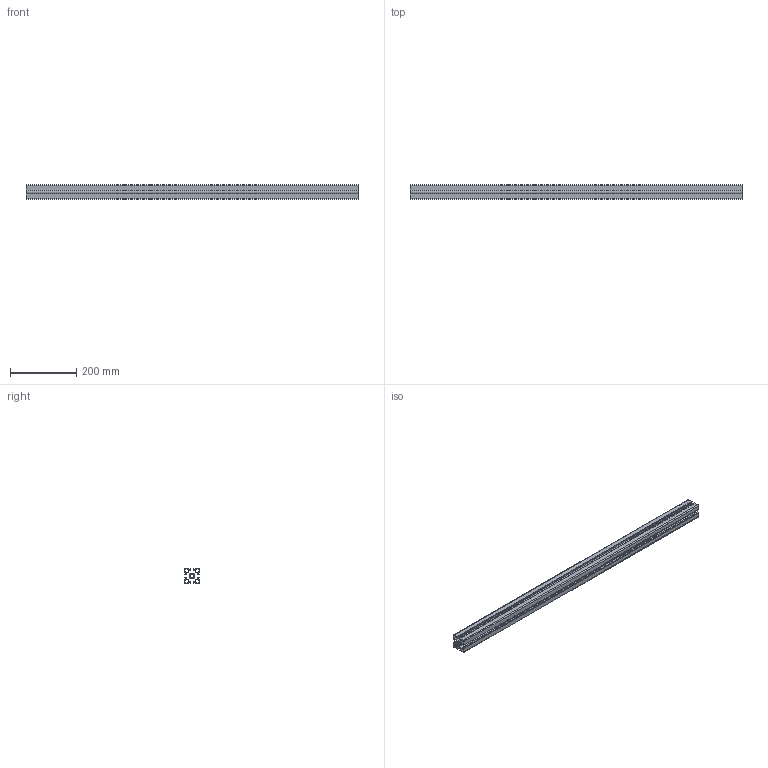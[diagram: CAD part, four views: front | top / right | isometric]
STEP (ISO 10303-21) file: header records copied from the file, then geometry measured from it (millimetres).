
FILE_DESCRIPTION(('STEP AP214'),'1');
FILE_NAME('cctmp_2EB33631-D382-4B08-AAF3-06B8A539A4C4_2020_1_20_8_43_59_385..stp','2020-01-20T07:43:59',('Bosch Rexroth AG'),('CADClick - www.CADClick.com'),'Spatial InterOp 3D',' ','unknown authorization - (Healing Option Enabled)');
FILE_SCHEMA(('AUTOMOTIVE_DESIGN'));
Length unit declared in the file: millimetre
Products named in the file (1): 2020_01_20__08-43-59-385
Bounding box: 1000 x 45 x 45 mm (x, y, z)
Volume: 559953.5 mm3; surface area: 628123.3 mm2
Topology: 1 solids, 1 shells, 134 faces, 396 edges, 264 vertices
Faces by surface type: plane 106, cylinder 28
Entity records: 5552 total; most frequent: CARTESIAN_POINT 795, ORIENTED_EDGE 792, DIRECTION 722, EDGE_CURVE 396, LINE 340, VECTOR 340, VERTEX_POINT 264, AXIS2_PLACEMENT_3D 191
